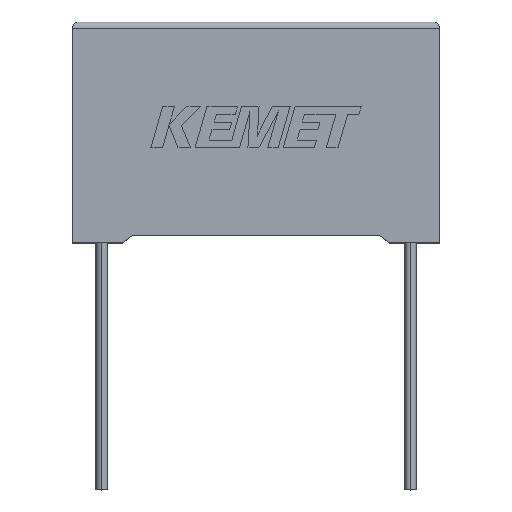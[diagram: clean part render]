
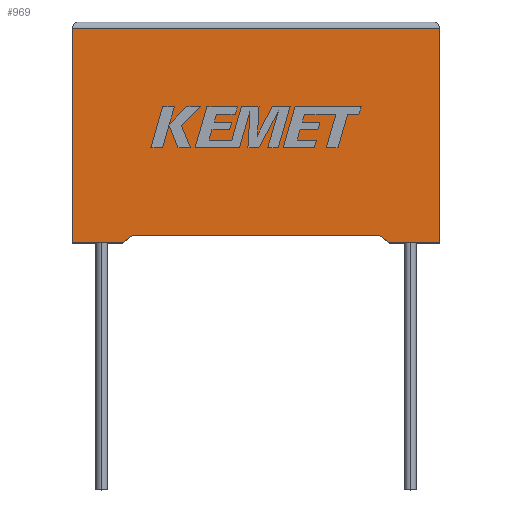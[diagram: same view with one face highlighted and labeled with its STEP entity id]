
A CAD part, top view. The second image highlights one B-rep face of the part: STEP entity #969.
In plain terms, the highlighted planar face has unit normal (0, 0, 1).
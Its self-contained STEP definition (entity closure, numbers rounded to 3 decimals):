
#58 = ORIENTED_EDGE ( 'NONE', *, *, #2283, .T. ) ;
#83 = CARTESIAN_POINT ( 'NONE',  ( 4.394, 0.555, 7.2 ) ) ;
#94 = DIRECTION ( 'NONE',  ( 1., 0., 0. ) ) ;
#113 = ORIENTED_EDGE ( 'NONE', *, *, #1477, .T. ) ;
#142 = VERTEX_POINT ( 'NONE', #894 ) ;
#212 = AXIS2_PLACEMENT_3D ( 'NONE', #1208, #1653, #465 ) ;
#254 = VERTEX_POINT ( 'NONE', #83 ) ;
#309 = VECTOR ( 'NONE', #94, 1000. ) ;
#329 = CARTESIAN_POINT ( 'NONE',  ( 0., 0., 7.2 ) ) ;
#357 = DIRECTION ( 'NONE',  ( -1., 0., 0. ) ) ;
#405 = CARTESIAN_POINT ( 'NONE',  ( 0., 0., 7.2 ) ) ;
#460 = CARTESIAN_POINT ( 'NONE',  ( 0., 15.6, 7.2 ) ) ;
#465 = DIRECTION ( 'NONE',  ( -1., 0., 0. ) ) ;
#505 = LINE ( 'NONE', #1912, #2556 ) ;
#553 = VECTOR ( 'NONE', #2173, 1000. ) ;
#587 = LINE ( 'NONE', #2946, #553 ) ;
#599 = VERTEX_POINT ( 'NONE', #2631 ) ;
#637 = CARTESIAN_POINT ( 'NONE',  ( 23.15, 0., 7.2 ) ) ;
#643 = CARTESIAN_POINT ( 'NONE',  ( 0., 0., 7.2 ) ) ;
#740 = ORIENTED_EDGE ( 'NONE', *, *, #2056, .T. ) ;
#741 = EDGE_CURVE ( 'NONE', #254, #599, #1041, .T. ) ;
#776 = LINE ( 'NONE', #329, #309 ) ;
#797 = CARTESIAN_POINT ( 'NONE',  ( 26.8, 15.6, 7.2 ) ) ;
#816 = VECTOR ( 'NONE', #1594, 1000. ) ;
#836 = CARTESIAN_POINT ( 'NONE',  ( 3.65, 0., 7.2 ) ) ;
#892 = CARTESIAN_POINT ( 'NONE',  ( 23.15, 0., 7.2 ) ) ;
#894 = CARTESIAN_POINT ( 'NONE',  ( 22.406, 0.555, 7.2 ) ) ;
#901 = ORIENTED_EDGE ( 'NONE', *, *, #1067, .T. ) ;
#906 = VECTOR ( 'NONE', #1016, 1000. ) ;
#965 = ORIENTED_EDGE ( 'NONE', *, *, #1571, .T. ) ;
#969 = ADVANCED_FACE ( 'NONE', ( #2878 ), #1461, .F. ) ;
#1016 = DIRECTION ( 'NONE',  ( -1., 0., 0. ) ) ;
#1021 = ORIENTED_EDGE ( 'NONE', *, *, #3019, .T. ) ;
#1041 = LINE ( 'NONE', #836, #1940 ) ;
#1067 = EDGE_CURVE ( 'NONE', #2646, #2497, #1471, .T. ) ;
#1119 = VERTEX_POINT ( 'NONE', #405 ) ;
#1208 = CARTESIAN_POINT ( 'NONE',  ( 0., 0., 7.2 ) ) ;
#1389 = VERTEX_POINT ( 'NONE', #892 ) ;
#1425 = EDGE_CURVE ( 'NONE', #142, #254, #2713, .T. ) ;
#1461 = PLANE ( 'NONE',  #212 ) ;
#1471 = LINE ( 'NONE', #2659, #1541 ) ;
#1477 = EDGE_CURVE ( 'NONE', #1389, #1762, #776, .T. ) ;
#1541 = VECTOR ( 'NONE', #357, 1000. ) ;
#1571 = EDGE_CURVE ( 'NONE', #1119, #599, #587, .T. ) ;
#1594 = DIRECTION ( 'NONE',  ( 0., -1., 0. ) ) ;
#1653 = DIRECTION ( 'NONE',  ( 0., 0., -1. ) ) ;
#1762 = VERTEX_POINT ( 'NONE', #2419 ) ;
#1813 = ORIENTED_EDGE ( 'NONE', *, *, #741, .F. ) ;
#1866 = DIRECTION ( 'NONE',  ( 0., 1., 0. ) ) ;
#1912 = CARTESIAN_POINT ( 'NONE',  ( 26.8, 0., 7.2 ) ) ;
#1940 = VECTOR ( 'NONE', #2945, 1000. ) ;
#2056 = EDGE_CURVE ( 'NONE', #142, #1389, #2996, .T. ) ;
#2155 = ORIENTED_EDGE ( 'NONE', *, *, #1425, .F. ) ;
#2173 = DIRECTION ( 'NONE',  ( 1., 0., 0. ) ) ;
#2283 = EDGE_CURVE ( 'NONE', #2497, #1119, #2804, .T. ) ;
#2419 = CARTESIAN_POINT ( 'NONE',  ( 26.8, 0., 7.2 ) ) ;
#2497 = VERTEX_POINT ( 'NONE', #460 ) ;
#2556 = VECTOR ( 'NONE', #1866, 1000. ) ;
#2597 = DIRECTION ( 'NONE',  ( 0.802, -0.598, 0. ) ) ;
#2631 = CARTESIAN_POINT ( 'NONE',  ( 3.65, 0., 7.2 ) ) ;
#2646 = VERTEX_POINT ( 'NONE', #797 ) ;
#2659 = CARTESIAN_POINT ( 'NONE',  ( 0., 15.6, 7.2 ) ) ;
#2665 = CARTESIAN_POINT ( 'NONE',  ( 13.4, 0.555, 7.2 ) ) ;
#2691 = VECTOR ( 'NONE', #2597, 1000. ) ;
#2713 = LINE ( 'NONE', #2665, #906 ) ;
#2778 = EDGE_LOOP ( 'NONE', ( #1021, #901, #58, #965, #1813, #2155, #740, #113 ) ) ;
#2804 = LINE ( 'NONE', #643, #816 ) ;
#2878 = FACE_OUTER_BOUND ( 'NONE', #2778, .T. ) ;
#2945 = DIRECTION ( 'NONE',  ( -0.802, -0.598, 0. ) ) ;
#2946 = CARTESIAN_POINT ( 'NONE',  ( 0., 0., 7.2 ) ) ;
#2996 = LINE ( 'NONE', #637, #2691 ) ;
#3019 = EDGE_CURVE ( 'NONE', #1762, #2646, #505, .T. ) ;
